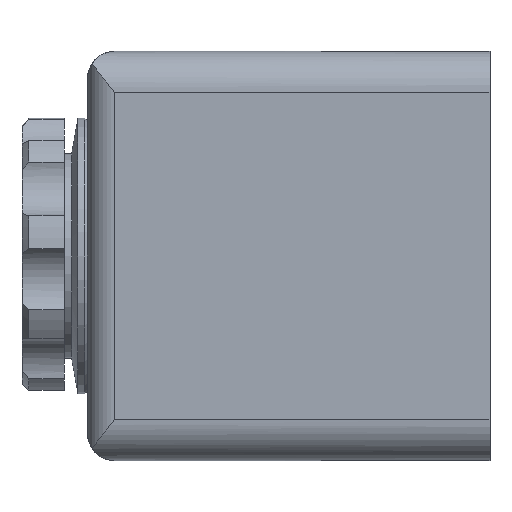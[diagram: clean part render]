
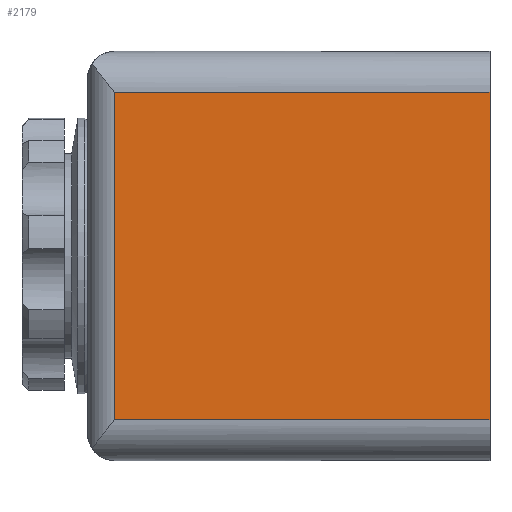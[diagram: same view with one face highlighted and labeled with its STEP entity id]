
A CAD part, left-side view. The second image highlights one B-rep face of the part: STEP entity #2179.
In plain terms, the highlighted planar face has unit normal (-1, 0, 0).
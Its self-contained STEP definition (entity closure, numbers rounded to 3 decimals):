
#72=PLANE('',#2384);
#205=LINE('',#3552,#368);
#209=LINE('',#3573,#372);
#211=LINE('',#3582,#374);
#212=LINE('',#3586,#375);
#368=VECTOR('',#2804,1000.);
#372=VECTOR('',#2816,1000.);
#374=VECTOR('',#2820,1000.);
#375=VECTOR('',#2825,1000.);
#615=ORIENTED_EDGE('',*,*,#1231,.F.);
#616=ORIENTED_EDGE('',*,*,#1229,.T.);
#617=ORIENTED_EDGE('',*,*,#1218,.T.);
#618=ORIENTED_EDGE('',*,*,#1226,.F.);
#1218=EDGE_CURVE('',#1523,#1522,#205,.T.);
#1226=EDGE_CURVE('',#1527,#1522,#209,.T.);
#1229=EDGE_CURVE('',#1530,#1523,#211,.T.);
#1231=EDGE_CURVE('',#1530,#1527,#212,.T.);
#1522=VERTEX_POINT('',#3551);
#1523=VERTEX_POINT('',#3553);
#1527=VERTEX_POINT('',#3572);
#1530=VERTEX_POINT('',#3583);
#1778=EDGE_LOOP('',(#615,#616,#617,#618));
#1954=FACE_BOUND('',#1778,.T.);
#2179=ADVANCED_FACE('',(#1954),#72,.F.);
#2384=AXIS2_PLACEMENT_3D('',#3585,#2823,#2824);
#2804=DIRECTION('',(0.,0.,-1.));
#2816=DIRECTION('',(0.,1.,0.));
#2820=DIRECTION('',(0.,1.,0.));
#2823=DIRECTION('',(1.,0.,0.));
#2824=DIRECTION('',(0.,0.,-1.));
#2825=DIRECTION('',(0.,0.,-1.));
#3551=CARTESIAN_POINT('',(-35.5,-2.,-12.));
#3552=CARTESIAN_POINT('',(-35.5,-2.,15.));
#3553=CARTESIAN_POINT('',(-35.5,-2.,12.));
#3572=CARTESIAN_POINT('',(-35.5,-29.5,-12.));
#3573=CARTESIAN_POINT('',(-35.5,-29.5,-12.));
#3582=CARTESIAN_POINT('',(-35.5,-29.5,12.));
#3583=CARTESIAN_POINT('',(-35.5,-29.5,12.));
#3585=CARTESIAN_POINT('',(-35.5,-2.,15.));
#3586=CARTESIAN_POINT('',(-35.5,-29.5,15.));
